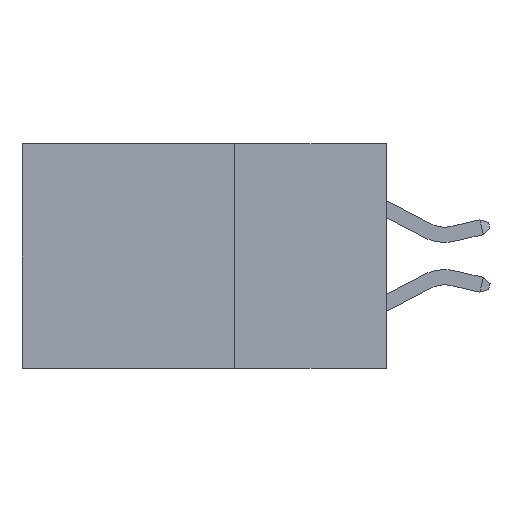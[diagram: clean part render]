
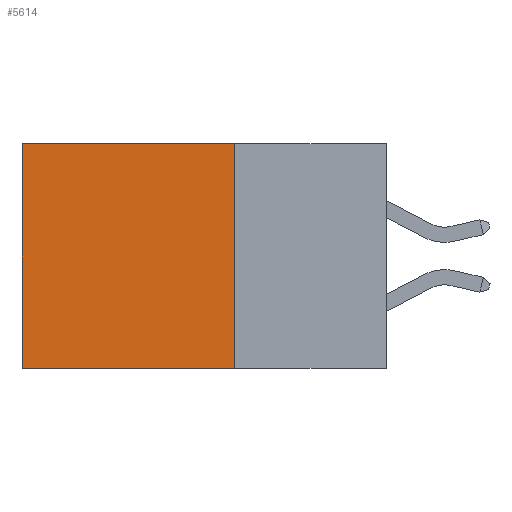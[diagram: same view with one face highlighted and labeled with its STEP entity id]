
A CAD part, left-side view. The second image highlights one B-rep face of the part: STEP entity #5614.
In plain terms, the highlighted planar face has unit normal (-1, 0, 0).
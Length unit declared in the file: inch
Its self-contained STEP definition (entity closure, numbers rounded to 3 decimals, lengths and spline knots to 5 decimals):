
#137 = CARTESIAN_POINT ( 'NONE',  ( 0.2615, 0.25, -0.37 ) ) ;
#143 = EDGE_CURVE ( 'NONE', #1315, #7914, #9079, .T. ) ;
#191 = CARTESIAN_POINT ( 'NONE',  ( 0.2615, 0.6, -0.37 ) ) ;
#400 = LINE ( 'NONE', #8671, #3063 ) ;
#561 = CARTESIAN_POINT ( 'NONE',  ( 0.2615, 0.25, 0. ) ) ;
#602 = EDGE_CURVE ( 'NONE', #1315, #2259, #8121, .T. ) ;
#690 = CARTESIAN_POINT ( 'NONE',  ( 0.2615, 0.25, -0.37 ) ) ;
#1315 = VERTEX_POINT ( 'NONE', #9295 ) ;
#1737 = PLANE ( 'NONE',  #10165 ) ;
#2207 = EDGE_LOOP ( 'NONE', ( #6465, #3509, #9469, #10251 ) ) ;
#2259 = VERTEX_POINT ( 'NONE', #2711 ) ;
#2269 = DIRECTION ( 'NONE',  ( 0., 0., -1. ) ) ;
#2711 = CARTESIAN_POINT ( 'NONE',  ( 0.2615, 0.25, -0.37 ) ) ;
#2727 = DIRECTION ( 'NONE',  ( 0., 1., 0. ) ) ;
#2742 = DIRECTION ( 'NONE',  ( 0., 0., -1. ) ) ;
#2798 = DIRECTION ( 'NONE',  ( 0., 0., -1. ) ) ;
#3063 = VECTOR ( 'NONE', #7280, 39.37008 ) ;
#3509 = ORIENTED_EDGE ( 'NONE', *, *, #3590, .F. ) ;
#3590 = EDGE_CURVE ( 'NONE', #2259, #7544, #400, .T. ) ;
#3847 = LINE ( 'NONE', #191, #5410 ) ;
#5410 = VECTOR ( 'NONE', #2269, 39.37008 ) ;
#5614 = ADVANCED_FACE ( 'NONE', ( #10090 ), #1737, .F. ) ;
#5933 = CARTESIAN_POINT ( 'NONE',  ( 0.2615, 0.6, 0. ) ) ;
#6081 = EDGE_CURVE ( 'NONE', #7914, #7544, #3847, .T. ) ;
#6163 = VECTOR ( 'NONE', #2798, 39.37008 ) ;
#6422 = CARTESIAN_POINT ( 'NONE',  ( 0.2615, 0.6, -0.37 ) ) ;
#6465 = ORIENTED_EDGE ( 'NONE', *, *, #6081, .T. ) ;
#6980 = VECTOR ( 'NONE', #2727, 39.37008 ) ;
#7280 = DIRECTION ( 'NONE',  ( 0., 1., 0. ) ) ;
#7544 = VERTEX_POINT ( 'NONE', #6422 ) ;
#7914 = VERTEX_POINT ( 'NONE', #5933 ) ;
#8121 = LINE ( 'NONE', #137, #6163 ) ;
#8157 = DIRECTION ( 'NONE',  ( 1., 0., 0. ) ) ;
#8671 = CARTESIAN_POINT ( 'NONE',  ( 0.2615, 0.25, -0.37 ) ) ;
#9079 = LINE ( 'NONE', #561, #6980 ) ;
#9295 = CARTESIAN_POINT ( 'NONE',  ( 0.2615, 0.25, 0. ) ) ;
#9469 = ORIENTED_EDGE ( 'NONE', *, *, #602, .F. ) ;
#10090 = FACE_OUTER_BOUND ( 'NONE', #2207, .T. ) ;
#10165 = AXIS2_PLACEMENT_3D ( 'NONE', #690, #8157, #2742 ) ;
#10251 = ORIENTED_EDGE ( 'NONE', *, *, #143, .T. ) ;
